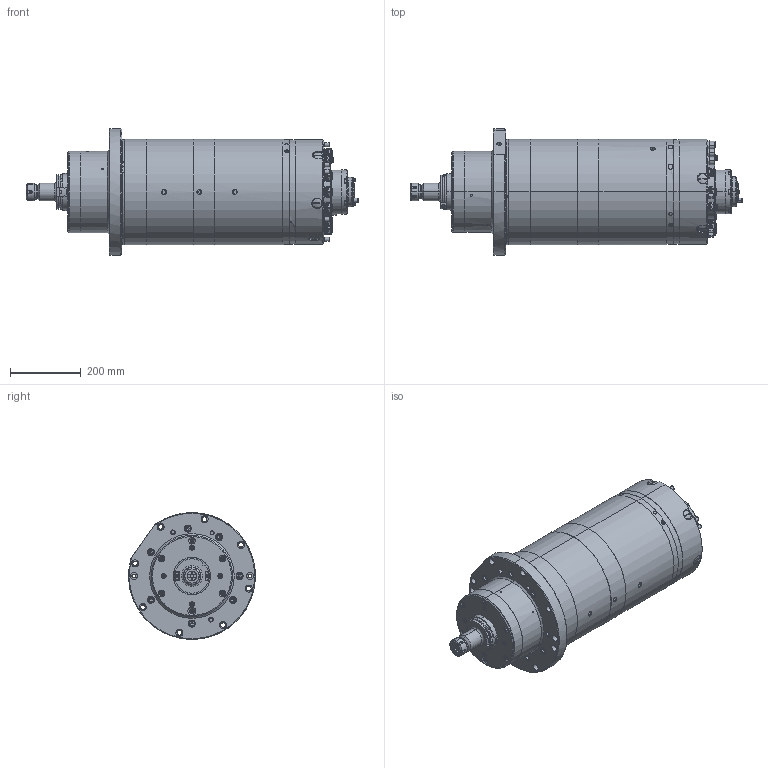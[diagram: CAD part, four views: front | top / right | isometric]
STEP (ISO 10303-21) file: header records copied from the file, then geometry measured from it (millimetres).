
FILE_DESCRIPTION (( 'STEP AP203' ), '1' );
FILE_NAME ('300AI10BFH-00-.STEP', '2013-06-14T08:19:21', ( '' ), ( '' ), 'SwSTEP 2.0', 'SolidWorks 2012', '' );
FILE_SCHEMA (( 'CONFIG_CONTROL_DESIGN' ));
Length unit declared in the file: millimetre
Products named in the file (1): 300AI10BFH-00-
Bounding box: 941.66 x 359.68 x 360 mm (x, y, z)
Surface area: 1146154.6 mm2 (no closed solid volume)
Topology: 0 solids, 200 shells, 1771 faces, 5419 edges, 3802 vertices
Faces by surface type: cylinder 774, plane 695, cone 157, torus 119, sphere 14, bspline 12
Entity records: 64828 total; most frequent: CARTESIAN_POINT 15566, DIRECTION 11109, ORIENTED_EDGE 8604, EDGE_CURVE 5373, AXIS2_PLACEMENT_3D 4300, VERTEX_POINT 3796, CIRCLE 2540, VECTOR 2509
